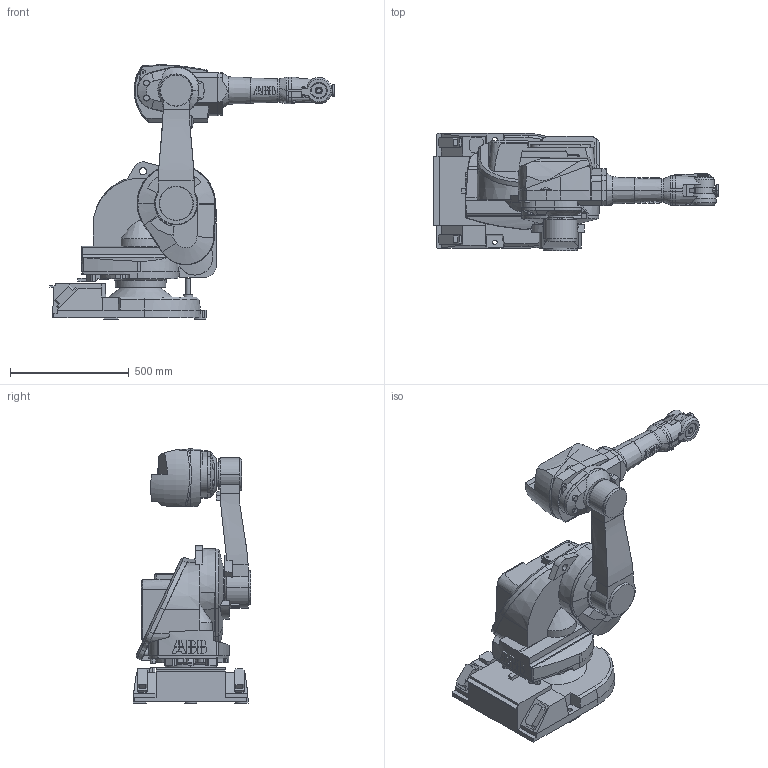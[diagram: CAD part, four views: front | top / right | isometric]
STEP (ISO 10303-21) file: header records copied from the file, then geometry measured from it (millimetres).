
FILE_DESCRIPTION (( 'STEP AP214' ), '1' );
FILE_NAME ('IRB52_short_T00F81B51V41H61_rev1.step', '2007-08-17T06:48:25', ( 'Deva Mecaneyes' ), ( '' ), 'SwSTEP 2.0', 'SolidWorks 2004334', '' );
FILE_SCHEMA (( 'AUTOMOTIVE_DESIGN' ));
Length unit declared in the file: millimetre
Products named in the file (12): IRB52_short_T00F81B51V41H61_rev1_1; IRB52_short_T00F81B51V41H61_rev1_9; IRB52_short_T00F81B51V41H61_rev1_6; IRB52_short_T00F81B51V41H61_rev1_7; IRB52_short_T00F81B51V41H61_rev1_3; IRB52_short_T00F81B51V41H61_rev1_2; IRB52_short_T00F81B51V41H61_rev1_4; IRB52_short_T00F81B51V41H61_rev1_10; IRB52_short_T00F81B51V41H61_rev1_11; IRB52_short_T00F81B51V41H61_rev1_8; IRB52_short_T00F81B51V41H61_rev1; IRB52_short_T00F81B51V41H61_rev1_5
Assembly tree (11 placements, depth 2):
  IRB52_short_T00F81B51V41H61_rev1
    IRB52_short_T00F81B51V41H61_rev1_6
    IRB52_short_T00F81B51V41H61_rev1_3
    IRB52_short_T00F81B51V41H61_rev1_10
    IRB52_short_T00F81B51V41H61_rev1_9
    IRB52_short_T00F81B51V41H61_rev1_7
    IRB52_short_T00F81B51V41H61_rev1_2
    IRB52_short_T00F81B51V41H61_rev1_11
    IRB52_short_T00F81B51V41H61_rev1_1
    IRB52_short_T00F81B51V41H61_rev1_8
    IRB52_short_T00F81B51V41H61_rev1_4
    IRB52_short_T00F81B51V41H61_rev1_5
Bounding box: 1197.26 x 494.27 x 1069.47 mm (x, y, z)
Volume: 118794830.2 mm3; surface area: 3108312.7 mm2
Topology: 12 solids, 12 shells, 1206 faces, 3338 edges, 2200 vertices
Faces by surface type: plane 843, cylinder 163, cone 123, bspline 75, sphere 1, torus 1
Entity records: 67012 total; most frequent: CARTESIAN_POINT 24008, ORIENTED_EDGE 6676, DIRECTION 5158, EDGE_CURVE 3338, VECTOR 2302, LINE 2302, VERTEX_POINT 2200, AXIS2_PLACEMENT_3D 1428
